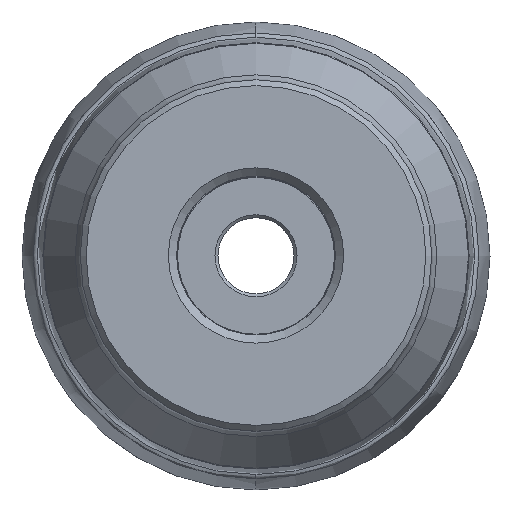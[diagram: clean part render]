
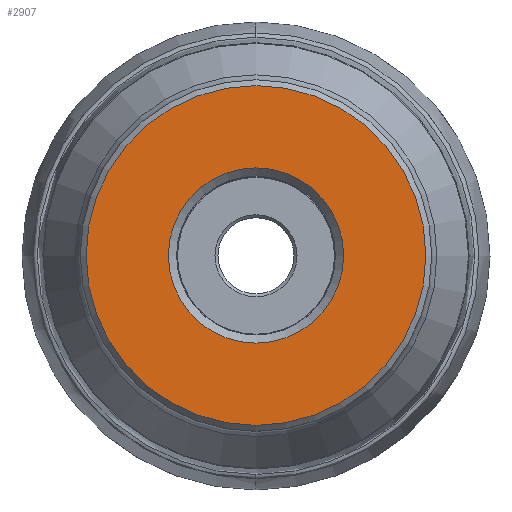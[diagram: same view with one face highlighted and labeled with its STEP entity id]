
A CAD part, top view. The second image highlights one B-rep face of the part: STEP entity #2907.
In plain terms, the highlighted face is planar.
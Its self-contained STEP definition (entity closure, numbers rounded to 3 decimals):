
#52 = EDGE_CURVE ( 'NONE', #2680, #2680, #895, .T. ) ;
#90 = FACE_BOUND ( 'NONE', #1018, .T. ) ;
#263 = EDGE_LOOP ( 'NONE', ( #1923 ) ) ;
#276 = PLANE ( 'NONE',  #1714 ) ;
#386 = AXIS2_PLACEMENT_3D ( 'NONE', #657, #2047, #432 ) ;
#432 = DIRECTION ( 'NONE',  ( 1., 0., 0. ) ) ;
#657 = CARTESIAN_POINT ( 'NONE',  ( 0., 0., -50. ) ) ;
#728 = DIRECTION ( 'NONE',  ( 0., 0., -1. ) ) ;
#802 = CARTESIAN_POINT ( 'NONE',  ( 0., 0., -50. ) ) ;
#895 = CIRCLE ( 'NONE', #386, 14.96 ) ;
#900 = ORIENTED_EDGE ( 'NONE', *, *, #52, .T. ) ;
#1018 = EDGE_LOOP ( 'NONE', ( #900 ) ) ;
#1033 = CIRCLE ( 'NONE', #2946, 29. ) ;
#1042 = DIRECTION ( 'NONE',  ( 1., 0., 0. ) ) ;
#1189 = VERTEX_POINT ( 'NONE', #2618 ) ;
#1413 = CARTESIAN_POINT ( 'NONE',  ( 14.633, -3.11, -50. ) ) ;
#1714 = AXIS2_PLACEMENT_3D ( 'NONE', #1413, #728, #2366 ) ;
#1780 = EDGE_CURVE ( 'NONE', #1189, #1189, #1033, .T. ) ;
#1836 = FACE_OUTER_BOUND ( 'NONE', #263, .T. ) ;
#1923 = ORIENTED_EDGE ( 'NONE', *, *, #1780, .F. ) ;
#2047 = DIRECTION ( 'NONE',  ( 0., 0., 1. ) ) ;
#2366 = DIRECTION ( 'NONE',  ( -1., 0., 0. ) ) ;
#2446 = DIRECTION ( 'NONE',  ( 0., 0., 1. ) ) ;
#2618 = CARTESIAN_POINT ( 'NONE',  ( 29., 0., -50. ) ) ;
#2680 = VERTEX_POINT ( 'NONE', #2817 ) ;
#2817 = CARTESIAN_POINT ( 'NONE',  ( 14.96, 0., -50. ) ) ;
#2907 = ADVANCED_FACE ( 'NONE', ( #90, #1836 ), #276, .T. ) ;
#2946 = AXIS2_PLACEMENT_3D ( 'NONE', #802, #2446, #1042 ) ;
